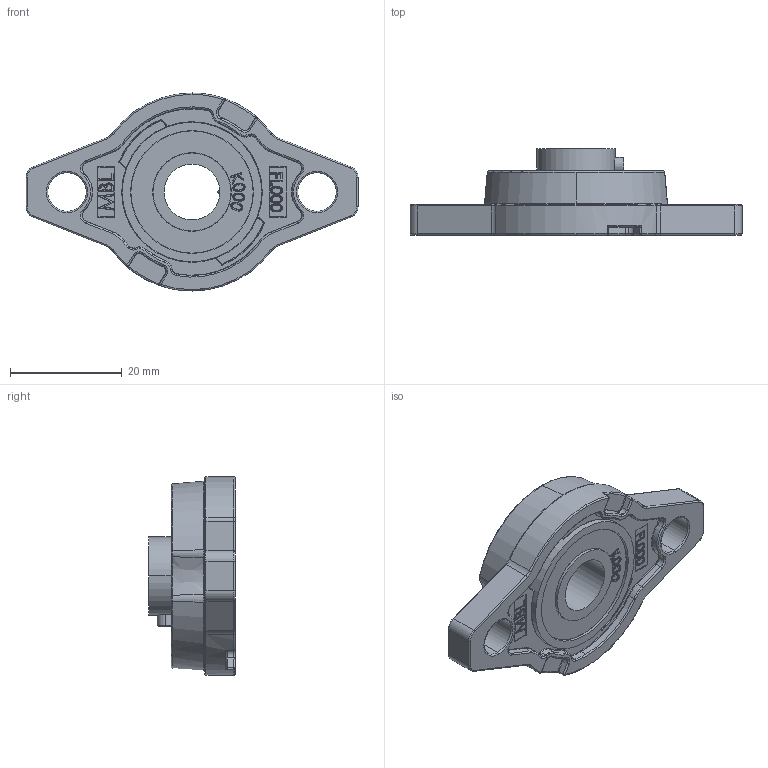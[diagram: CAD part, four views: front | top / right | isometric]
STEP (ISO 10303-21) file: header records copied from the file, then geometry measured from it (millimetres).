
FILE_DESCRIPTION (( 'STEP AP214' ), '1' );
FILE_NAME ('KFL000 bearing unit 10mm.STEP', '2015-01-22T14:27:49', ( 'Admin' ), ( '' ), 'SwSTEP 2.0', 'SolidWorks 2014', '' );
FILE_SCHEMA (( 'AUTOMOTIVE_DESIGN' ));
Length unit declared in the file: millimetre
Products named in the file (4): socket set screw cone point_din_DIN 914 - M3 x 4-N; Lager K000; Lagerblok 10mm; KFL000 bearing unit 10mm
Assembly tree (4 placements, depth 2):
  KFL000 bearing unit 10mm
    Lagerblok 10mm
    Lager K000
    socket set screw cone point_din_DIN 914 - M3 x 4-N  x2
Bounding box: 59.5 x 15.5 x 35.5 mm (x, y, z)
Volume: 9430.5 mm3; surface area: 6611.9 mm2
Topology: 4 solids, 4 shells, 719 faces, 1652 edges, 965 vertices
Faces by surface type: cylinder 200, bspline 188, plane 154, torus 140, cone 25, sphere 12
Entity records: 30907 total; most frequent: CARTESIAN_POINT 15974, ORIENTED_EDGE 3216, DIRECTION 2819, EDGE_CURVE 1608, AXIS2_PLACEMENT_3D 1105, VERTEX_POINT 945, EDGE_LOOP 751, ADVANCED_FACE 704
